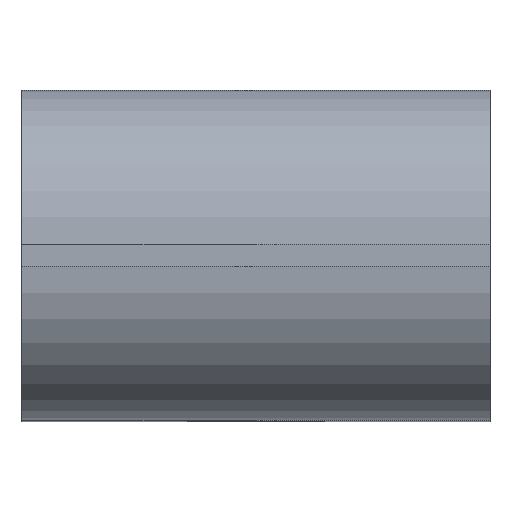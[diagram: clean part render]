
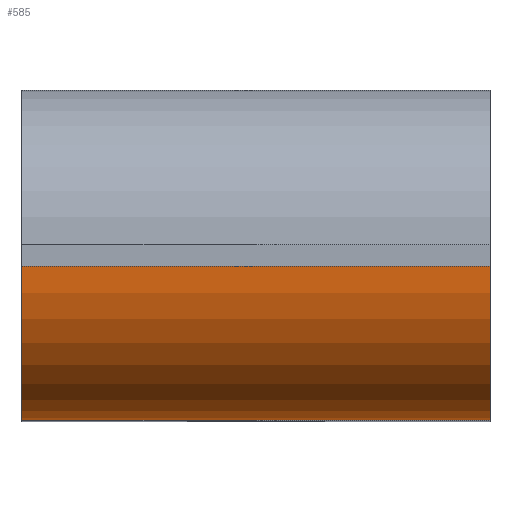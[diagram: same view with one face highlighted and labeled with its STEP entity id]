
A CAD part, top view. The second image highlights one B-rep face of the part: STEP entity #585.
In plain terms, the highlighted cylindrical face has radius 5.6 mm (diameter 11.2 mm), a partial arc.
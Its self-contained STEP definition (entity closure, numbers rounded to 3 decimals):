
#254=CARTESIAN_POINT('',(-8.5,687.539,-43.293));
#255=VERTEX_POINT('',#254);
#262=CARTESIAN_POINT('',(8.5,687.539,-43.293));
#263=VERTEX_POINT('',#262);
#264=CARTESIAN_POINT('',(-8.5,687.539,-43.293));
#265=DIRECTION('',(1.,0.,-0.));
#266=VECTOR('',#265,17.);
#267=LINE('',#264,#266);
#268=EDGE_CURVE('',#255,#263,#267,.T.);
#410=CARTESIAN_POINT('',(8.5,681.939,-48.893));
#411=VERTEX_POINT('',#410);
#412=CARTESIAN_POINT('',(-8.5,681.939,-48.893));
#413=VERTEX_POINT('',#412);
#414=CARTESIAN_POINT('',(8.5,681.939,-48.893));
#415=DIRECTION('',(-1.,-0.,0.));
#416=VECTOR('',#415,17.);
#417=LINE('',#414,#416);
#418=EDGE_CURVE('',#411,#413,#417,.T.);
#532=CARTESIAN_POINT('',(8.5,687.539,-48.893));
#533=DIRECTION('',(1.,-0.,-0.));
#534=DIRECTION('',(0.,0.,1.));
#535=AXIS2_PLACEMENT_3D('',#532,#533,#534);
#536=CIRCLE('',#535,5.6);
#537=EDGE_CURVE('',#263,#411,#536,.T.);
#568=CARTESIAN_POINT('',(8.5,687.539,-48.893));
#569=DIRECTION('',(-1.,0.,0.));
#570=DIRECTION('',(0.,0.,1.));
#571=AXIS2_PLACEMENT_3D('',#568,#569,#570);
#572=CYLINDRICAL_SURFACE('',#571,5.6);
#573=ORIENTED_EDGE('',*,*,#537,.F.);
#574=ORIENTED_EDGE('',*,*,#268,.F.);
#575=CARTESIAN_POINT('',(-8.5,687.539,-48.893));
#576=DIRECTION('',(1.,-0.,-0.));
#577=DIRECTION('',(0.,0.,1.));
#578=AXIS2_PLACEMENT_3D('',#575,#576,#577);
#579=CIRCLE('',#578,5.6);
#580=EDGE_CURVE('',#255,#413,#579,.T.);
#581=ORIENTED_EDGE('',*,*,#580,.T.);
#582=ORIENTED_EDGE('',*,*,#418,.F.);
#583=EDGE_LOOP('',(#573,#574,#581,#582));
#584=FACE_BOUND('',#583,.T.);
#585=ADVANCED_FACE('',(#584),#572,.T.);
